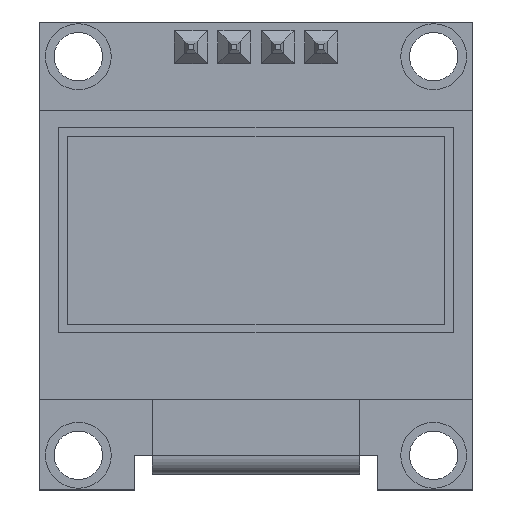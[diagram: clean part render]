
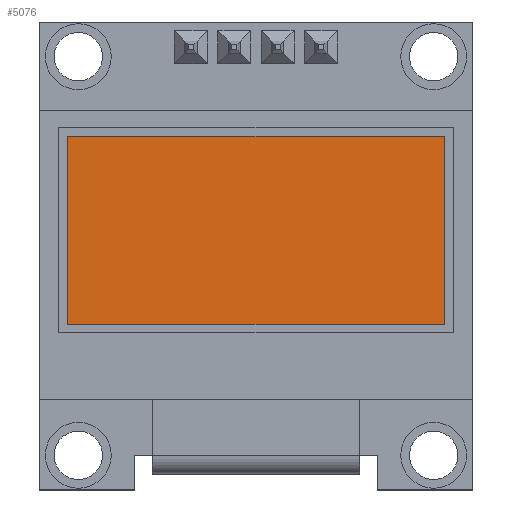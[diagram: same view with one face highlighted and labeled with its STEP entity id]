
A CAD part, top view. The second image highlights one B-rep face of the part: STEP entity #5076.
In plain terms, the highlighted planar face has unit normal (0, 0, 1).
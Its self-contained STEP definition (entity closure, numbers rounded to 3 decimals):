
#634=FACE_OUTER_BOUND('',#1000,.T.);
#1000=EDGE_LOOP('',(#4459,#4460,#4461,#4462));
#1569=LINE('',#7982,#2161);
#1572=LINE('',#7988,#2164);
#1575=LINE('',#7994,#2167);
#1578=LINE('',#7998,#2170);
#2161=VECTOR('',#6633,10.);
#2164=VECTOR('',#6638,10.);
#2167=VECTOR('',#6643,10.);
#2170=VECTOR('',#6648,10.);
#2593=VERTEX_POINT('',#7979);
#2594=VERTEX_POINT('',#7981);
#2596=VERTEX_POINT('',#7987);
#2598=VERTEX_POINT('',#7993);
#3213=EDGE_CURVE('',#2594,#2593,#1569,.T.);
#3216=EDGE_CURVE('',#2596,#2594,#1572,.T.);
#3219=EDGE_CURVE('',#2598,#2596,#1575,.T.);
#3222=EDGE_CURVE('',#2593,#2598,#1578,.T.);
#4459=ORIENTED_EDGE('',*,*,#3222,.T.);
#4460=ORIENTED_EDGE('',*,*,#3219,.T.);
#4461=ORIENTED_EDGE('',*,*,#3216,.T.);
#4462=ORIENTED_EDGE('',*,*,#3213,.T.);
#4785=PLANE('',#5430);
#5076=ADVANCED_FACE('',(#634),#4785,.T.);
#5430=AXIS2_PLACEMENT_3D('',#8000,#6651,#6652);
#6633=DIRECTION('',(0.,1.,0.));
#6638=DIRECTION('',(1.,0.,0.));
#6643=DIRECTION('',(0.,-1.,0.));
#6648=DIRECTION('',(-1.,0.,0.));
#6651=DIRECTION('center_axis',(0.,0.,1.));
#6652=DIRECTION('ref_axis',(1.,0.,0.));
#7979=CARTESIAN_POINT('',(10.87,6.92,2.602));
#7981=CARTESIAN_POINT('',(10.87,-3.94,2.602));
#7982=CARTESIAN_POINT('',(10.87,6.92,2.602));
#7987=CARTESIAN_POINT('',(-10.87,-3.94,2.602));
#7988=CARTESIAN_POINT('',(10.87,-3.94,2.602));
#7993=CARTESIAN_POINT('',(-10.87,6.92,2.602));
#7994=CARTESIAN_POINT('',(-10.87,-3.94,2.602));
#7998=CARTESIAN_POINT('',(-10.87,6.92,2.602));
#8000=CARTESIAN_POINT('Origin',(0.,1.49,2.602));
